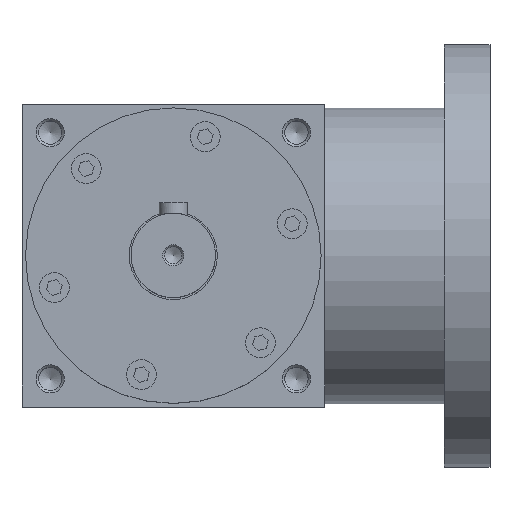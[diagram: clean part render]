
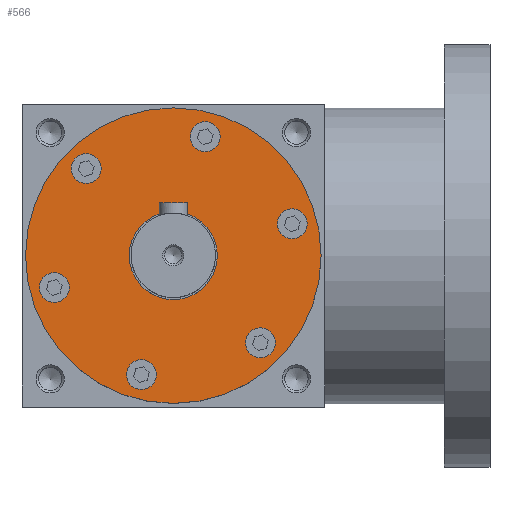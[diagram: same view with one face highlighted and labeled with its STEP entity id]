
A CAD part, top view. The second image highlights one B-rep face of the part: STEP entity #566.
In plain terms, the highlighted face is planar.
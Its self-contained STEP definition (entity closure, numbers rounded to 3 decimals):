
#566 = ADVANCED_FACE( '', ( #1319, #1320, #1321, #1322, #1323, #1324, #1325, #1326 ), #1327, .F. );
#1319 = FACE_OUTER_BOUND( '', #2296, .T. );
#1320 = FACE_BOUND( '', #2297, .T. );
#1321 = FACE_BOUND( '', #2298, .T. );
#1322 = FACE_BOUND( '', #2299, .T. );
#1323 = FACE_BOUND( '', #2300, .T. );
#1324 = FACE_BOUND( '', #2301, .T. );
#1325 = FACE_BOUND( '', #2302, .T. );
#1326 = FACE_BOUND( '', #2303, .T. );
#1327 = PLANE( '', #2304 );
#2296 = EDGE_LOOP( '', ( #3723 ) );
#2297 = EDGE_LOOP( '', ( #3724 ) );
#2298 = EDGE_LOOP( '', ( #3725 ) );
#2299 = EDGE_LOOP( '', ( #3726 ) );
#2300 = EDGE_LOOP( '', ( #3727 ) );
#2301 = EDGE_LOOP( '', ( #3728 ) );
#2302 = EDGE_LOOP( '', ( #3729 ) );
#2303 = EDGE_LOOP( '', ( #3730 ) );
#2304 = AXIS2_PLACEMENT_3D( '', #3731, #3732, #3733 );
#3723 = ORIENTED_EDGE( '', *, *, #4992, .F. );
#3724 = ORIENTED_EDGE( '', *, *, #4916, .T. );
#3725 = ORIENTED_EDGE( '', *, *, #5294, .T. );
#3726 = ORIENTED_EDGE( '', *, *, #5295, .T. );
#3727 = ORIENTED_EDGE( '', *, *, #5296, .T. );
#3728 = ORIENTED_EDGE( '', *, *, #5212, .T. );
#3729 = ORIENTED_EDGE( '', *, *, #5204, .T. );
#3730 = ORIENTED_EDGE( '', *, *, #5055, .T. );
#3731 = CARTESIAN_POINT( '', ( -58., 0., 0. ) );
#3732 = DIRECTION( '', ( 1., 0., 0. ) );
#3733 = DIRECTION( '', ( 0., 0., -1. ) );
#4916 = EDGE_CURVE( '', #5732, #5732, #5733, .T. );
#4992 = EDGE_CURVE( '', #5865, #5865, #5866, .T. );
#5055 = EDGE_CURVE( '', #5969, #5969, #5970, .T. );
#5204 = EDGE_CURVE( '', #6196, #6196, #6197, .T. );
#5212 = EDGE_CURVE( '', #6209, #6209, #6210, .T. );
#5294 = EDGE_CURVE( '', #6323, #6323, #6324, .T. );
#5295 = EDGE_CURVE( '', #6325, #6325, #6326, .T. );
#5296 = EDGE_CURVE( '', #6327, #6327, #6328, .T. );
#5732 = VERTEX_POINT( '', #6862 );
#5733 = CIRCLE( '', #6863, 4.25 );
#5865 = VERTEX_POINT( '', #7022 );
#5866 = CIRCLE( '', #7023, 42. );
#5969 = VERTEX_POINT( '', #7148 );
#5970 = CIRCLE( '', #7149, 12.5 );
#6196 = VERTEX_POINT( '', #7417 );
#6197 = CIRCLE( '', #7418, 4.25 );
#6209 = VERTEX_POINT( '', #7435 );
#6210 = CIRCLE( '', #7436, 4.25 );
#6323 = VERTEX_POINT( '', #7581 );
#6324 = CIRCLE( '', #7582, 4.25 );
#6325 = VERTEX_POINT( '', #7583 );
#6326 = CIRCLE( '', #7584, 4.25 );
#6327 = VERTEX_POINT( '', #7585 );
#6328 = CIRCLE( '', #7586, 4.25 );
#6862 = CARTESIAN_POINT( '', ( -58., 12.739, 31.682 ) );
#6863 = AXIS2_PLACEMENT_3D( '', #8231, #8232, #8233 );
#7022 = CARTESIAN_POINT( '', ( -58., 0., -42. ) );
#7023 = AXIS2_PLACEMENT_3D( '', #8354, #8355, #8356 );
#7148 = CARTESIAN_POINT( '', ( -58., 0., -12.5 ) );
#7149 = AXIS2_PLACEMENT_3D( '', #8451, #8452, #8453 );
#7417 = CARTESIAN_POINT( '', ( -58., 33.807, 4.809 ) );
#7418 = AXIS2_PLACEMENT_3D( '', #8679, #8680, #8681 );
#7435 = CARTESIAN_POINT( '', ( -58., 21.068, -26.874 ) );
#7436 = AXIS2_PLACEMENT_3D( '', #8687, #8688, #8689 );
#7581 = CARTESIAN_POINT( '', ( -58., -21.068, 26.874 ) );
#7582 = AXIS2_PLACEMENT_3D( '', #8785, #8786, #8787 );
#7583 = CARTESIAN_POINT( '', ( -58., -33.807, -4.809 ) );
#7584 = AXIS2_PLACEMENT_3D( '', #8788, #8789, #8790 );
#7585 = CARTESIAN_POINT( '', ( -58., -12.739, -31.682 ) );
#7586 = AXIS2_PLACEMENT_3D( '', #8791, #8792, #8793 );
#8231 = CARTESIAN_POINT( '', ( -58., 9.059, 33.807 ) );
#8232 = DIRECTION( '', ( 1., 0., 0. ) );
#8233 = DIRECTION( '', ( 0., 0.866, -0.5 ) );
#8354 = CARTESIAN_POINT( '', ( -58., 0., 0. ) );
#8355 = DIRECTION( '', ( 1., 0., 0. ) );
#8356 = DIRECTION( '', ( 0., 0., -1. ) );
#8451 = CARTESIAN_POINT( '', ( -58., 0., 0. ) );
#8452 = DIRECTION( '', ( 1., 0., 0. ) );
#8453 = DIRECTION( '', ( 0., 0., -1. ) );
#8679 = CARTESIAN_POINT( '', ( -58., 33.807, 9.059 ) );
#8680 = DIRECTION( '', ( 1., 0., 0. ) );
#8681 = DIRECTION( '', ( 0., 0., -1. ) );
#8687 = CARTESIAN_POINT( '', ( -58., 24.749, -24.749 ) );
#8688 = DIRECTION( '', ( 1., 0., 0. ) );
#8689 = DIRECTION( '', ( 0., -0.866, -0.5 ) );
#8785 = CARTESIAN_POINT( '', ( -58., -24.749, 24.749 ) );
#8786 = DIRECTION( '', ( 1., 0., 0. ) );
#8787 = DIRECTION( '', ( 0., 0.866, 0.5 ) );
#8788 = CARTESIAN_POINT( '', ( -58., -33.807, -9.059 ) );
#8789 = DIRECTION( '', ( 1., 0., 0. ) );
#8790 = DIRECTION( '', ( 0., 0., 1. ) );
#8791 = CARTESIAN_POINT( '', ( -58., -9.059, -33.807 ) );
#8792 = DIRECTION( '', ( 1., 0., 0. ) );
#8793 = DIRECTION( '', ( 0., -0.866, 0.5 ) );
